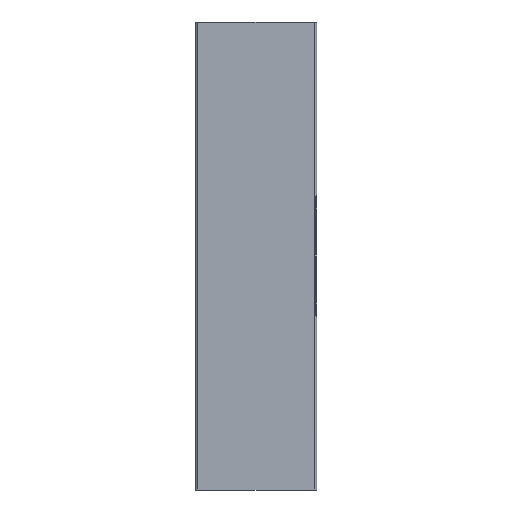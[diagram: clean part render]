
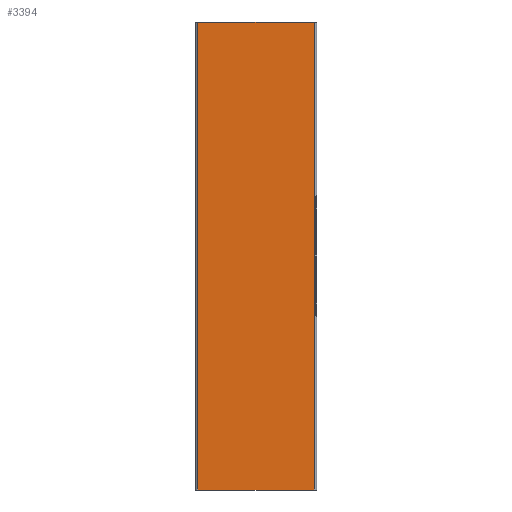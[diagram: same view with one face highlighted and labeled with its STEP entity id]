
A CAD part, left-side view. The second image highlights one B-rep face of the part: STEP entity #3394.
In plain terms, the highlighted planar face has unit normal (-1, 0, 0).
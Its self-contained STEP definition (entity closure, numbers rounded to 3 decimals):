
#174 = FACE_OUTER_BOUND ( 'NONE', #2326, .T. ) ;
#192 = DIRECTION ( 'NONE',  ( 0., 0., -1. ) ) ;
#294 = ORIENTED_EDGE ( 'NONE', *, *, #1689, .F. ) ;
#333 = VECTOR ( 'NONE', #192, 1000. ) ;
#363 = CARTESIAN_POINT ( 'NONE',  ( 0., -62., 0. ) ) ;
#742 = DIRECTION ( 'NONE',  ( 0., 0., -1. ) ) ;
#764 = LINE ( 'NONE', #4629, #4212 ) ;
#920 = CARTESIAN_POINT ( 'NONE',  ( 0., 62., 0. ) ) ;
#981 = ORIENTED_EDGE ( 'NONE', *, *, #1035, .T. ) ;
#1035 = EDGE_CURVE ( 'NONE', #2178, #4686, #2739, .T. ) ;
#1292 = ORIENTED_EDGE ( 'NONE', *, *, #2606, .F. ) ;
#1537 = CARTESIAN_POINT ( 'NONE',  ( 0., -62., 500. ) ) ;
#1689 = EDGE_CURVE ( 'NONE', #3257, #4686, #3242, .T. ) ;
#2178 = VERTEX_POINT ( 'NONE', #2940 ) ;
#2237 = DIRECTION ( 'NONE',  ( 0., 0., 1. ) ) ;
#2250 = AXIS2_PLACEMENT_3D ( 'NONE', #2821, #2865, #2237 ) ;
#2326 = EDGE_LOOP ( 'NONE', ( #294, #1292, #3286, #981 ) ) ;
#2606 = EDGE_CURVE ( 'NONE', #2641, #3257, #764, .T. ) ;
#2641 = VERTEX_POINT ( 'NONE', #1537 ) ;
#2739 = LINE ( 'NONE', #2834, #333 ) ;
#2821 = CARTESIAN_POINT ( 'NONE',  ( 0., -62., 500. ) ) ;
#2834 = CARTESIAN_POINT ( 'NONE',  ( 0., 62., 500. ) ) ;
#2865 = DIRECTION ( 'NONE',  ( -1., 0., 0. ) ) ;
#2893 = PLANE ( 'NONE',  #2250 ) ;
#2940 = CARTESIAN_POINT ( 'NONE',  ( 0., 62., 500. ) ) ;
#3083 = CARTESIAN_POINT ( 'NONE',  ( 0., -62., 0. ) ) ;
#3242 = LINE ( 'NONE', #363, #4199 ) ;
#3257 = VERTEX_POINT ( 'NONE', #3083 ) ;
#3286 = ORIENTED_EDGE ( 'NONE', *, *, #3576, .T. ) ;
#3394 = ADVANCED_FACE ( 'NONE', ( #174 ), #2893, .T. ) ;
#3576 = EDGE_CURVE ( 'NONE', #2641, #2178, #4206, .T. ) ;
#3728 = DIRECTION ( 'NONE',  ( 0., 1., 0. ) ) ;
#3941 = DIRECTION ( 'NONE',  ( 0., 1., 0. ) ) ;
#4058 = VECTOR ( 'NONE', #3728, 1000. ) ;
#4084 = CARTESIAN_POINT ( 'NONE',  ( 0., -62., 500. ) ) ;
#4199 = VECTOR ( 'NONE', #3941, 1000. ) ;
#4206 = LINE ( 'NONE', #4084, #4058 ) ;
#4212 = VECTOR ( 'NONE', #742, 1000. ) ;
#4629 = CARTESIAN_POINT ( 'NONE',  ( 0., -62., 500. ) ) ;
#4686 = VERTEX_POINT ( 'NONE', #920 ) ;
